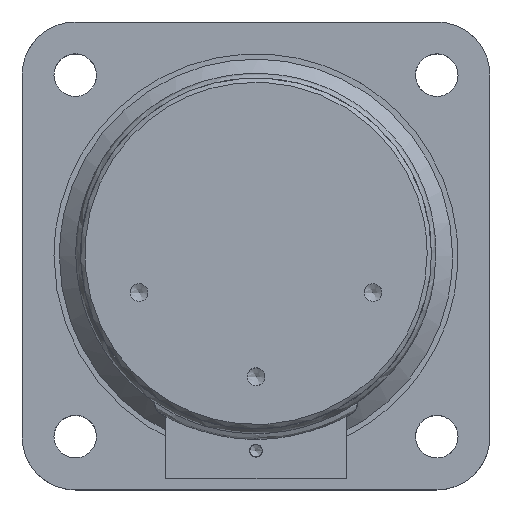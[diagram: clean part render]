
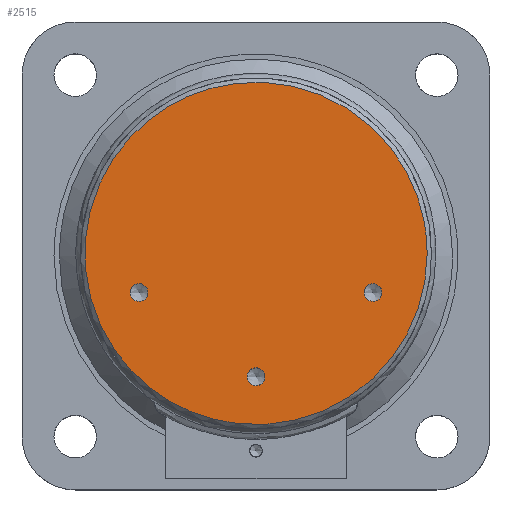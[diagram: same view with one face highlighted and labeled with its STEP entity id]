
A CAD part, top view. The second image highlights one B-rep face of the part: STEP entity #2515.
In plain terms, the highlighted free-form (B-spline) face has degree [1, 1] with [2, 2] control points.
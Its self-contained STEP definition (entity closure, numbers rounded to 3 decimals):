
#2239 = EDGE_CURVE('',#2240,#2240,#2242,.T.);
#2240 = VERTEX_POINT('',#2241);
#2241 = CARTESIAN_POINT('',(-5.16,64.154,
    850.55));
#2242 = ( BOUNDED_CURVE() B_SPLINE_CURVE(2,(#2243,#2244,#2245,#2246,
#2247,#2248,#2249),.UNSPECIFIED.,.T.,.F.) B_SPLINE_CURVE_WITH_KNOTS((1,2
    ,2,2,2,1),(-2.094,0.,2.094,4.189,
6.283,8.378),.UNSPECIFIED.) CURVE() 
GEOMETRIC_REPRESENTATION_ITEM() RATIONAL_B_SPLINE_CURVE((1.,0.5,1.,0.5,
1.,0.5,1.)) REPRESENTATION_ITEM('') );
#2243 = CARTESIAN_POINT('',(-5.16,64.154,
    850.55));
#2244 = CARTESIAN_POINT('',(-5.16,73.103,
    850.55));
#2245 = CARTESIAN_POINT('',(2.59,68.628,
    850.55));
#2246 = CARTESIAN_POINT('',(10.34,64.154,
    850.55));
#2247 = CARTESIAN_POINT('',(2.59,59.679,
    850.55));
#2248 = CARTESIAN_POINT('',(-5.16,55.204,
    850.55));
#2249 = CARTESIAN_POINT('',(-5.16,64.154,
    850.55));
#2314 = EDGE_CURVE('',#2315,#2315,#2317,.T.);
#2315 = VERTEX_POINT('',#2316);
#2316 = CARTESIAN_POINT('',(62.688,112.994,
    850.55));
#2317 = ( BOUNDED_CURVE() B_SPLINE_CURVE(2,(#2318,#2319,#2320,#2321,
#2322,#2323,#2324),.UNSPECIFIED.,.T.,.F.) B_SPLINE_CURVE_WITH_KNOTS((1,2
    ,2,2,2,1),(-2.094,0.,2.094,4.189,
6.283,8.378),.UNSPECIFIED.) CURVE() 
GEOMETRIC_REPRESENTATION_ITEM() RATIONAL_B_SPLINE_CURVE((1.,0.5,1.,0.5,
1.,0.5,1.)) REPRESENTATION_ITEM('') );
#2318 = CARTESIAN_POINT('',(62.688,112.994,
    850.55));
#2319 = CARTESIAN_POINT('',(62.688,121.944,
    850.55));
#2320 = CARTESIAN_POINT('',(70.438,117.469,
    850.55));
#2321 = CARTESIAN_POINT('',(78.189,112.994,
    850.55));
#2322 = CARTESIAN_POINT('',(70.438,108.52,
    850.55));
#2323 = CARTESIAN_POINT('',(62.688,104.045,
    850.55));
#2324 = CARTESIAN_POINT('',(62.688,112.994,
    850.55));
#2389 = EDGE_CURVE('',#2390,#2390,#2392,.T.);
#2390 = VERTEX_POINT('',#2391);
#2391 = CARTESIAN_POINT('',(-73.022,112.994,
    850.55));
#2392 = ( BOUNDED_CURVE() B_SPLINE_CURVE(2,(#2393,#2394,#2395,#2396,
#2397,#2398,#2399),.UNSPECIFIED.,.T.,.F.) B_SPLINE_CURVE_WITH_KNOTS((1,2
    ,2,2,2,1),(-2.094,0.,2.094,4.189,
6.283,8.378),.UNSPECIFIED.) CURVE() 
GEOMETRIC_REPRESENTATION_ITEM() RATIONAL_B_SPLINE_CURVE((1.,0.5,1.,0.5,
1.,0.5,1.)) REPRESENTATION_ITEM('') );
#2393 = CARTESIAN_POINT('',(-73.022,112.994,
    850.55));
#2394 = CARTESIAN_POINT('',(-73.022,121.944,
    850.55));
#2395 = CARTESIAN_POINT('',(-65.271,117.469,
    850.55));
#2396 = CARTESIAN_POINT('',(-57.521,112.994,
    850.55));
#2397 = CARTESIAN_POINT('',(-65.271,108.52,
    850.55));
#2398 = CARTESIAN_POINT('',(-73.022,104.045,
    850.55));
#2399 = CARTESIAN_POINT('',(-73.022,112.994,
    850.55));
#2439 = VERTEX_POINT('',#2440);
#2440 = CARTESIAN_POINT('',(99.315,135.71,
    850.55));
#2445 = EDGE_CURVE('',#2439,#2439,#2446,.T.);
#2446 = ( BOUNDED_CURVE() B_SPLINE_CURVE(2,(#2447,#2448,#2449,#2450,
#2451,#2452,#2453),.UNSPECIFIED.,.T.,.F.) B_SPLINE_CURVE_WITH_KNOTS((3,2
    ,2,3),(3.142,5.236,7.33,9.425),
.PIECEWISE_BEZIER_KNOTS.) CURVE() GEOMETRIC_REPRESENTATION_ITEM() 
RATIONAL_B_SPLINE_CURVE((1.,0.5,1.,0.5,1.,0.5,1.)) REPRESENTATION_ITEM(
  '') );
#2447 = CARTESIAN_POINT('',(99.315,135.71,
    850.55));
#2448 = CARTESIAN_POINT('',(99.315,-36.309,
    850.55));
#2449 = CARTESIAN_POINT('',(-49.657,49.701,
    850.55));
#2450 = CARTESIAN_POINT('',(-198.63,135.71,
    850.55));
#2451 = CARTESIAN_POINT('',(-49.657,221.719,
    850.55));
#2452 = CARTESIAN_POINT('',(99.315,307.728,
    850.55));
#2453 = CARTESIAN_POINT('',(99.315,135.71,
    850.55));
#2515 = ADVANCED_FACE('',(#2516,#2519,#2522,#2525),#2528,.F.);
#2516 = FACE_BOUND('',#2517,.T.);
#2517 = EDGE_LOOP('',(#2518));
#2518 = ORIENTED_EDGE('',*,*,#2445,.F.);
#2519 = FACE_BOUND('',#2520,.T.);
#2520 = EDGE_LOOP('',(#2521));
#2521 = ORIENTED_EDGE('',*,*,#2239,.T.);
#2522 = FACE_BOUND('',#2523,.T.);
#2523 = EDGE_LOOP('',(#2524));
#2524 = ORIENTED_EDGE('',*,*,#2314,.T.);
#2525 = FACE_BOUND('',#2526,.T.);
#2526 = EDGE_LOOP('',(#2527));
#2527 = ORIENTED_EDGE('',*,*,#2389,.T.);
#2528 = B_SPLINE_SURFACE_WITH_KNOTS('',1,1,(
    (#2529,#2530)
    ,(#2531,#2532
    )),.UNSPECIFIED.,.F.,.F.,.F.,(2,2),(2,2),(-80.5,80.5),(-80.5,80.5),
  .PIECEWISE_BEZIER_KNOTS.);
#2529 = CARTESIAN_POINT('',(-99.315,235.024,
    850.55));
#2530 = CARTESIAN_POINT('',(-99.315,36.395,
    850.55));
#2531 = CARTESIAN_POINT('',(99.315,235.024,
    850.55));
#2532 = CARTESIAN_POINT('',(99.315,36.395,
    850.55));
